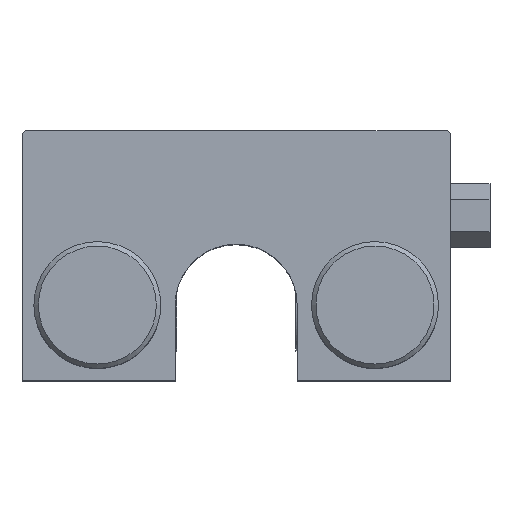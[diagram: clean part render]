
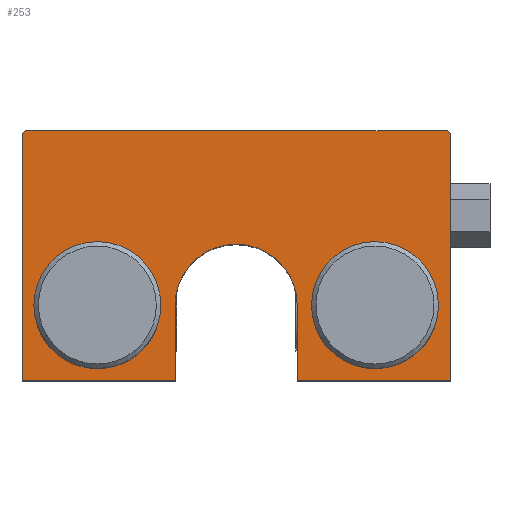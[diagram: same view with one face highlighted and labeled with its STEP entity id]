
A CAD part, top view. The second image highlights one B-rep face of the part: STEP entity #253.
In plain terms, the highlighted face is planar.
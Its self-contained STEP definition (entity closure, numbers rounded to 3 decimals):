
#253 = ADVANCED_FACE( '', ( #598, #599, #600 ), #601, .F. );
#598 = FACE_BOUND( '', #1063, .T. );
#599 = FACE_BOUND( '', #1064, .T. );
#600 = FACE_OUTER_BOUND( '', #1065, .T. );
#601 = PLANE( '', #1066 );
#1063 = EDGE_LOOP( '', ( #1687 ) );
#1064 = EDGE_LOOP( '', ( #1688 ) );
#1065 = EDGE_LOOP( '', ( #1689, #1690, #1691, #1692, #1693, #1694, #1695, #1696, #1697, #1698 ) );
#1066 = AXIS2_PLACEMENT_3D( '', #1699, #1700, #1701 );
#1687 = ORIENTED_EDGE( '', *, *, #2591, .F. );
#1688 = ORIENTED_EDGE( '', *, *, #2504, .F. );
#1689 = ORIENTED_EDGE( '', *, *, #2592, .F. );
#1690 = ORIENTED_EDGE( '', *, *, #2593, .F. );
#1691 = ORIENTED_EDGE( '', *, *, #2521, .F. );
#1692 = ORIENTED_EDGE( '', *, *, #2594, .F. );
#1693 = ORIENTED_EDGE( '', *, *, #2595, .F. );
#1694 = ORIENTED_EDGE( '', *, *, #2596, .F. );
#1695 = ORIENTED_EDGE( '', *, *, #2597, .F. );
#1696 = ORIENTED_EDGE( '', *, *, #2540, .T. );
#1697 = ORIENTED_EDGE( '', *, *, #2598, .F. );
#1698 = ORIENTED_EDGE( '', *, *, #2599, .F. );
#1699 = CARTESIAN_POINT( '', ( -18.5, 9.5, 0. ) );
#1700 = DIRECTION( '', ( 1., 0., 0. ) );
#1701 = DIRECTION( '', ( 0., 0., -1. ) );
#2504 = EDGE_CURVE( '', #2953, #2953, #2954, .F. );
#2521 = EDGE_CURVE( '', #2983, #2984, #2985, .T. );
#2540 = EDGE_CURVE( '', #3018, #3016, #3019, .T. );
#2591 = EDGE_CURVE( '', #3098, #3098, #3099, .F. );
#2592 = EDGE_CURVE( '', #3100, #3101, #3102, .T. );
#2593 = EDGE_CURVE( '', #2984, #3100, #3103, .T. );
#2594 = EDGE_CURVE( '', #3104, #2983, #3105, .T. );
#2595 = EDGE_CURVE( '', #3106, #3104, #3107, .T. );
#2596 = EDGE_CURVE( '', #3108, #3106, #3109, .T. );
#2597 = EDGE_CURVE( '', #3018, #3108, #3110, .T. );
#2598 = EDGE_CURVE( '', #3111, #3016, #3112, .T. );
#2599 = EDGE_CURVE( '', #3101, #3111, #3113, .T. );
#2953 = VERTEX_POINT( '', #3568 );
#2954 = CIRCLE( '', #3569, 8. );
#2983 = VERTEX_POINT( '', #3602 );
#2984 = VERTEX_POINT( '', #3603 );
#2985 = LINE( '', #3604, #3605 );
#3016 = VERTEX_POINT( '', #3684 );
#3018 = VERTEX_POINT( '', #3687 );
#3019 = CIRCLE( '', #3688, 7.7 );
#3098 = VERTEX_POINT( '', #3841 );
#3099 = CIRCLE( '', #3842, 8. );
#3100 = VERTEX_POINT( '', #3843 );
#3101 = VERTEX_POINT( '', #3844 );
#3102 = LINE( '', #3845, #3846 );
#3103 = LINE( '', #3847, #3848 );
#3104 = VERTEX_POINT( '', #3849 );
#3105 = LINE( '', #3850, #3851 );
#3106 = VERTEX_POINT( '', #3852 );
#3107 = LINE( '', #3853, #3854 );
#3108 = VERTEX_POINT( '', #3855 );
#3109 = LINE( '', #3856, #3857 );
#3110 = LINE( '', #3858, #3859 );
#3111 = VERTEX_POINT( '', #3860 );
#3112 = LINE( '', #3861, #3862 );
#3113 = LINE( '', #3863, #3864 );
#3568 = CARTESIAN_POINT( '', ( -18.5, 9.5, 9.5 ) );
#3569 = AXIS2_PLACEMENT_3D( '', #4318, #4319, #4320 );
#3602 = CARTESIAN_POINT( '', ( -18.5, 31.5, -26.6 ) );
#3603 = CARTESIAN_POINT( '', ( -18.5, 31.5, 26.6 ) );
#3604 = CARTESIAN_POINT( '', ( -18.5, 31.5, -26.6 ) );
#3605 = VECTOR( '', #4349, 1000. );
#3684 = CARTESIAN_POINT( '', ( -18.5, 9.5, 7.7 ) );
#3687 = CARTESIAN_POINT( '', ( -18.5, 9.5, -7.7 ) );
#3688 = AXIS2_PLACEMENT_3D( '', #4363, #4364, #4365 );
#3841 = CARTESIAN_POINT( '', ( -18.5, 9.5, -25.5 ) );
#3842 = AXIS2_PLACEMENT_3D( '', #4412, #4413, #4414 );
#3843 = CARTESIAN_POINT( '', ( -18.5, 31.1, 27. ) );
#3844 = CARTESIAN_POINT( '', ( -18.5, 0., 27. ) );
#3845 = CARTESIAN_POINT( '', ( -18.5, 31.1, 27. ) );
#3846 = VECTOR( '', #4415, 1000. );
#3847 = CARTESIAN_POINT( '', ( -18.5, 31.5, 26.6 ) );
#3848 = VECTOR( '', #4416, 1000. );
#3849 = CARTESIAN_POINT( '', ( -18.5, 31.1, -27. ) );
#3850 = CARTESIAN_POINT( '', ( -18.5, 31.1, -27. ) );
#3851 = VECTOR( '', #4417, 1000. );
#3852 = CARTESIAN_POINT( '', ( -18.5, 0., -27. ) );
#3853 = CARTESIAN_POINT( '', ( -18.5, 0., -27. ) );
#3854 = VECTOR( '', #4418, 1000. );
#3855 = CARTESIAN_POINT( '', ( -18.5, 0., -7.7 ) );
#3856 = CARTESIAN_POINT( '', ( -18.5, 0., -7.7 ) );
#3857 = VECTOR( '', #4419, 1000. );
#3858 = CARTESIAN_POINT( '', ( -18.5, 9.5, -7.7 ) );
#3859 = VECTOR( '', #4420, 1000. );
#3860 = CARTESIAN_POINT( '', ( -18.5, 0., 7.7 ) );
#3861 = CARTESIAN_POINT( '', ( -18.5, 0., 7.7 ) );
#3862 = VECTOR( '', #4421, 1000. );
#3863 = CARTESIAN_POINT( '', ( -18.5, 0., 27. ) );
#3864 = VECTOR( '', #4422, 1000. );
#4318 = CARTESIAN_POINT( '', ( -18.5, 9.5, 17.5 ) );
#4319 = DIRECTION( '', ( 1., 0., 0. ) );
#4320 = DIRECTION( '', ( 0., 0., -1. ) );
#4349 = DIRECTION( '', ( 0., 0., 1. ) );
#4363 = CARTESIAN_POINT( '', ( -18.5, 9.5, 0. ) );
#4364 = DIRECTION( '', ( 1., 0., 0. ) );
#4365 = DIRECTION( '', ( 0., 0., -1. ) );
#4412 = CARTESIAN_POINT( '', ( -18.5, 9.5, -17.5 ) );
#4413 = DIRECTION( '', ( 1., 0., 0. ) );
#4414 = DIRECTION( '', ( 0., 0., -1. ) );
#4415 = DIRECTION( '', ( 0., -1., 0. ) );
#4416 = DIRECTION( '', ( 0., -0.707, 0.707 ) );
#4417 = DIRECTION( '', ( 0., 0.707, 0.707 ) );
#4418 = DIRECTION( '', ( 0., 1., 0. ) );
#4419 = DIRECTION( '', ( 0., 0., -1. ) );
#4420 = DIRECTION( '', ( 0., -1., 0. ) );
#4421 = DIRECTION( '', ( 0., 1., 0. ) );
#4422 = DIRECTION( '', ( 0., 0., -1. ) );
